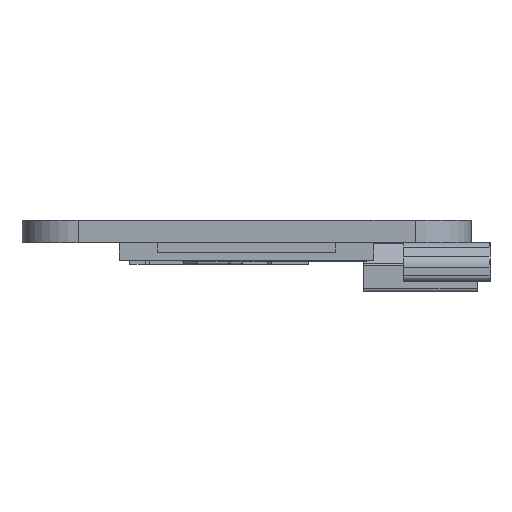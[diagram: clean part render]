
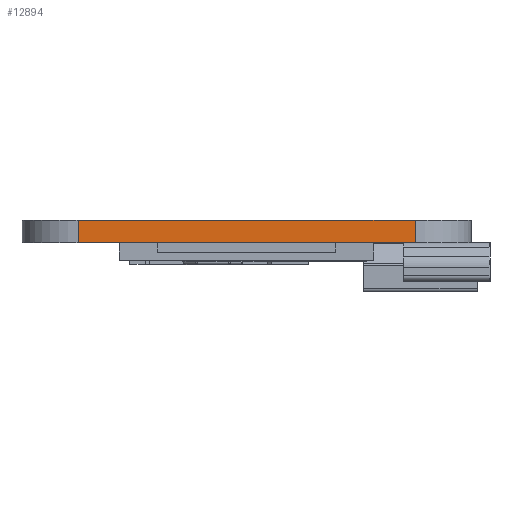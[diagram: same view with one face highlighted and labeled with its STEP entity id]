
A CAD part, front view. The second image highlights one B-rep face of the part: STEP entity #12894.
In plain terms, the highlighted planar face has unit normal (0, -1, 0).
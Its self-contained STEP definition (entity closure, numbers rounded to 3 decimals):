
#12894 = ADVANCED_FACE('',(#12895),#12929,.T.);
#12895 = FACE_BOUND('',#12896,.T.);
#12896 = EDGE_LOOP('',(#12897,#12907,#12915,#12923));
#12897 = ORIENTED_EDGE('',*,*,#12898,.T.);
#12898 = EDGE_CURVE('',#12899,#12901,#12903,.T.);
#12899 = VERTEX_POINT('',#12900);
#12900 = CARTESIAN_POINT('',(21.775,-56.55,11.225));
#12901 = VERTEX_POINT('',#12902);
#12902 = CARTESIAN_POINT('',(-0.725,-56.55,11.225));
#12903 = LINE('',#12904,#12905);
#12904 = CARTESIAN_POINT('',(21.775,-56.55,11.225));
#12905 = VECTOR('',#12906,1.);
#12906 = DIRECTION('',(-1.,0.,0.));
#12907 = ORIENTED_EDGE('',*,*,#12908,.T.);
#12908 = EDGE_CURVE('',#12901,#12909,#12911,.T.);
#12909 = VERTEX_POINT('',#12910);
#12910 = CARTESIAN_POINT('',(-0.725,-56.55,9.725));
#12911 = LINE('',#12912,#12913);
#12912 = CARTESIAN_POINT('',(-0.725,-56.55,11.225));
#12913 = VECTOR('',#12914,1.);
#12914 = DIRECTION('',(0.,0.,-1.));
#12915 = ORIENTED_EDGE('',*,*,#12916,.T.);
#12916 = EDGE_CURVE('',#12909,#12917,#12919,.T.);
#12917 = VERTEX_POINT('',#12918);
#12918 = CARTESIAN_POINT('',(21.775,-56.55,9.725));
#12919 = LINE('',#12920,#12921);
#12920 = CARTESIAN_POINT('',(-0.725,-56.55,9.725));
#12921 = VECTOR('',#12922,1.);
#12922 = DIRECTION('',(1.,0.,0.));
#12923 = ORIENTED_EDGE('',*,*,#12924,.T.);
#12924 = EDGE_CURVE('',#12917,#12899,#12925,.T.);
#12925 = LINE('',#12926,#12927);
#12926 = CARTESIAN_POINT('',(21.775,-56.55,9.725));
#12927 = VECTOR('',#12928,1.);
#12928 = DIRECTION('',(0.,0.,1.));
#12929 = PLANE('',#12930);
#12930 = AXIS2_PLACEMENT_3D('',#12931,#12932,#12933);
#12931 = CARTESIAN_POINT('',(10.525,-56.55,11.225));
#12932 = DIRECTION('',(0.,-1.,0.));
#12933 = DIRECTION('',(-1.,0.,0.));
